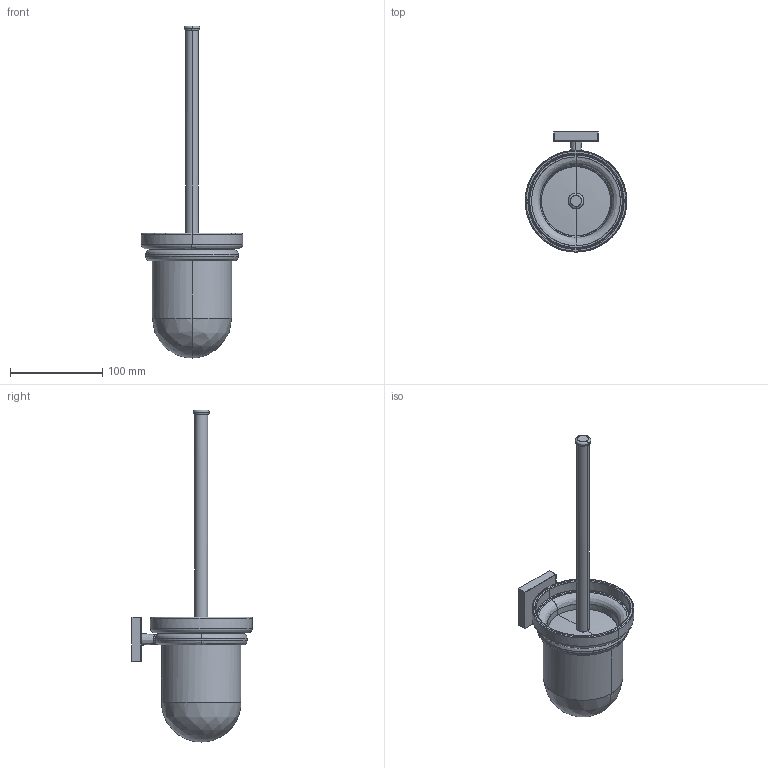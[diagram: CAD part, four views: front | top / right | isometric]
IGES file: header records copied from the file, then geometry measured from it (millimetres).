
Start section:  PTC IGES file: a44994_asm.igs  PTC IGES file: a44997_asm.igs  PTC IGES file: a44997_asm.igs  PTC IGES file: a44998_asm.igs  PTC IGES file: a44999_asm.igs
Global section: file name: 46HA44999.igs; native system: Rhinoceros ( May 19 2006 ); preprocessor: Trout Lake IGES 012 May 19 2006; date: 120814.135133; units: millimetre
Bounding box: 109.89 x 130 x 359.2 mm (x, y, z)
Surface area: 102311 mm2 (no closed solid volume)
Topology: 0 solids, 0 shells, 100 faces, 1514 edges, 1797 vertices
Faces by surface type: bspline 100
